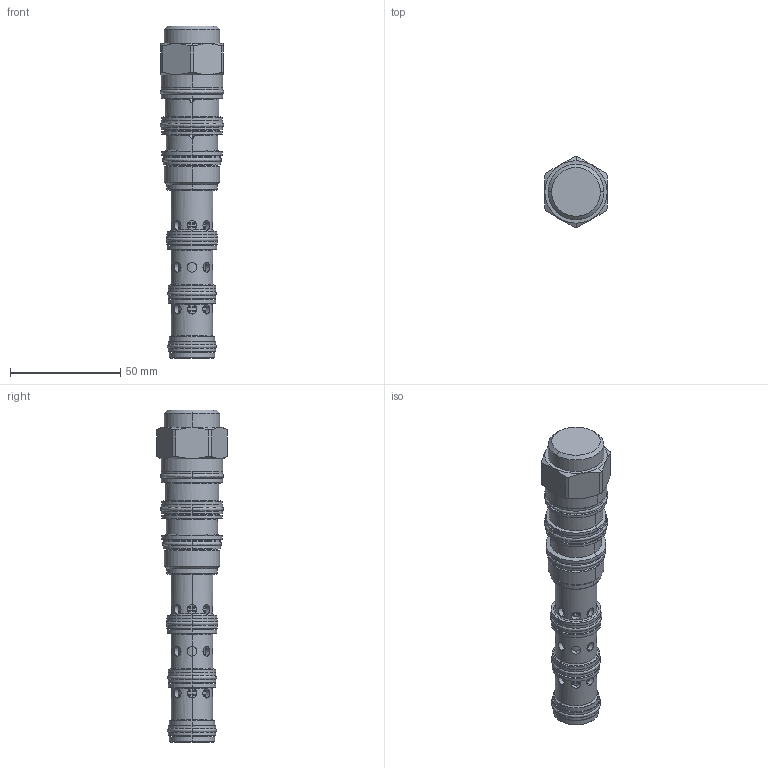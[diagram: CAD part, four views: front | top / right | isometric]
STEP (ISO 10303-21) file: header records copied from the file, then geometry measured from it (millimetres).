
FILE_DESCRIPTION((''),'2;1');
FILE_NAME('DCDD-XCN_PRT','2015-03-16T',('Administrator'),(''),'PRO/ENGINEER BY PARAMETRIC TECHNOLOGY CORPORATION, 2006240','PRO/ENGINEER BY PARAMETRIC TECHNOLOGY CORPORATION, 2006240','');
FILE_SCHEMA(('CONFIG_CONTROL_DESIGN'));
Length unit declared in the file: inch
Products named in the file (1): DCDD-XCN_PRT
Bounding box: 28.8 x 32.21 x 150.85 mm (x, y, z)
Volume: 54674.1 mm3; surface area: 26370.6 mm2
Topology: 9 solids, 10 shells, 446 faces, 1055 edges, 639 vertices
Faces by surface type: cylinder 213, torus 92, plane 76, cone 41, revolution 24
Entity records: 17041 total; most frequent: CARTESIAN_POINT 6687, DIRECTION 2208, ORIENTED_EDGE 2102, EDGE_CURVE 1051, AXIS2_PLACEMENT_3D 951, VERTEX_POINT 639, EDGE_LOOP 532, CIRCLE 529
